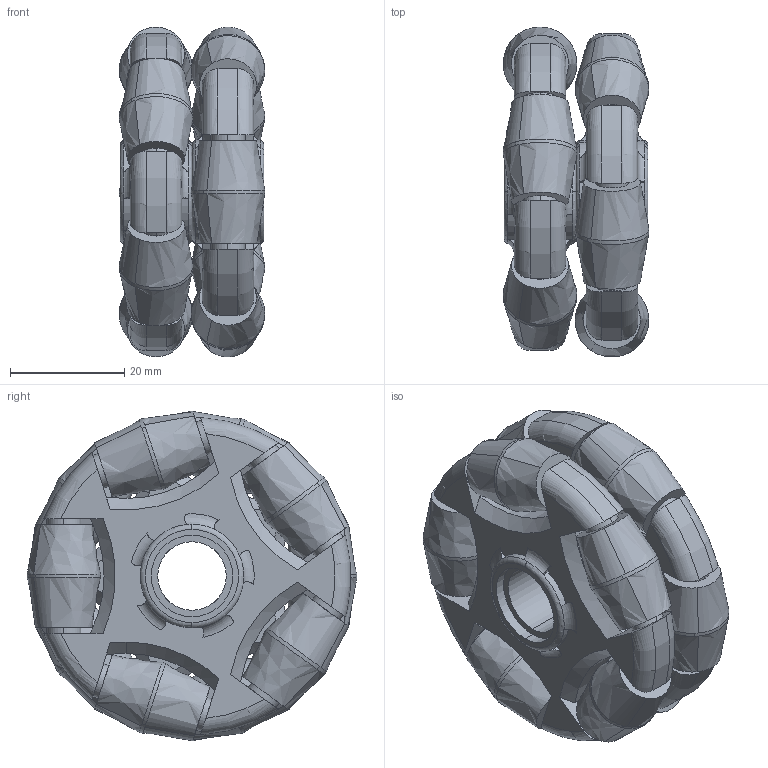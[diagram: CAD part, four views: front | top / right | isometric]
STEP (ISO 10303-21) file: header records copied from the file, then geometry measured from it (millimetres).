
FILE_DESCRIPTION (( 'STEP AP203' ), '1' );
FILE_NAME ('OmniWheel.STEP', '2025-10-06T04:48:38', ( '' ), ( '' ), 'SwSTEP 2.0', 'SolidWorks 2024', '' );
FILE_SCHEMA (( 'CONFIG_CONTROL_DESIGN' ));
Length unit declared in the file: millimetre
Products named in the file (4): Frame; Half; OmniWheel; Roller
Assembly tree (8 placements, depth 3):
  OmniWheel
    Half  x2
      Frame
      Roller
Bounding box: 25.49 x 57.76 x 57.73 mm (x, y, z)
Volume: 40475.8 mm3; surface area: 24414.6 mm2
Topology: 14 solids, 14 shells, 332 faces, 844 edges, 548 vertices
Faces by surface type: cylinder 144, bspline 60, plane 56, torus 48, cone 24
Entity records: 5725 total; most frequent: CARTESIAN_POINT 2079, DIRECTION 674, ORIENTED_EDGE 652, EDGE_CURVE 326, AXIS2_PLACEMENT_3D 294, VERTEX_POINT 210, CIRCLE 162, EDGE_LOOP 142
